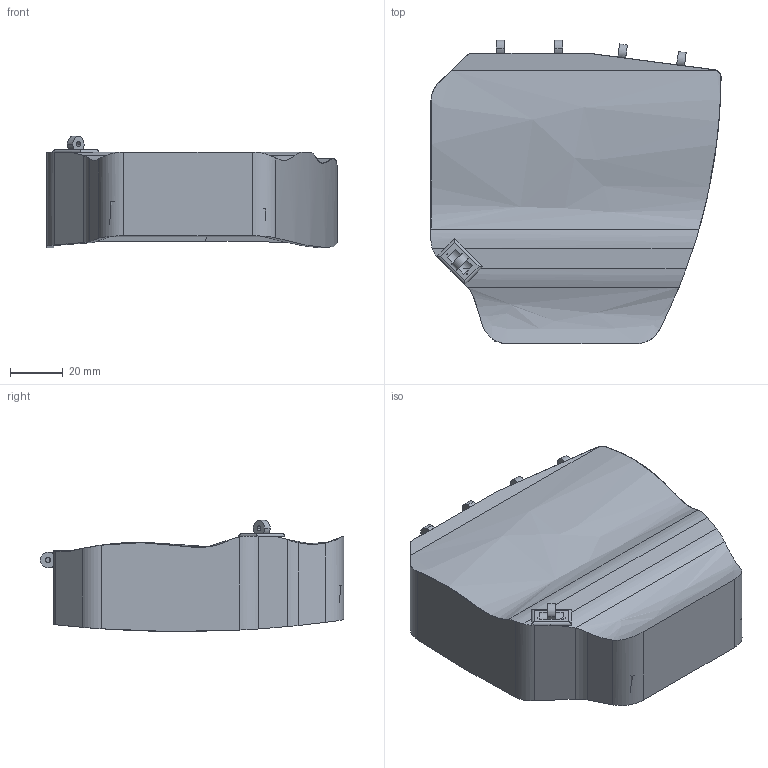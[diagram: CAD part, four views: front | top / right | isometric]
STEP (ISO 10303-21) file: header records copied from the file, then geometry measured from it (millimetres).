
FILE_DESCRIPTION (( 'STEP AP214' ), '1' );
FILE_NAME ('mainbody_v2_analiz.STEP', '2025-11-30T17:49:58', ( '' ), ( '' ), 'SwSTEP 2.0', 'SolidWorks 2022', '' );
FILE_SCHEMA (( 'AUTOMOTIVE_DESIGN' ));
Length unit declared in the file: millimetre
Products named in the file (1): mainbody_v2_analiz
Bounding box: 109.98 x 115 x 42.15 mm (x, y, z)
Volume: 134741.4 mm3; surface area: 41377.9 mm2
Topology: 1 solids, 1 shells, 145 faces, 378 edges, 242 vertices
Faces by surface type: cylinder 60, bspline 46, plane 37, torus 2
Entity records: 6508 total; most frequent: CARTESIAN_POINT 3215, ORIENTED_EDGE 756, DIRECTION 551, EDGE_CURVE 378, VERTEX_POINT 242, AXIS2_PLACEMENT_3D 206, EDGE_LOOP 182, ADVANCED_FACE 145
